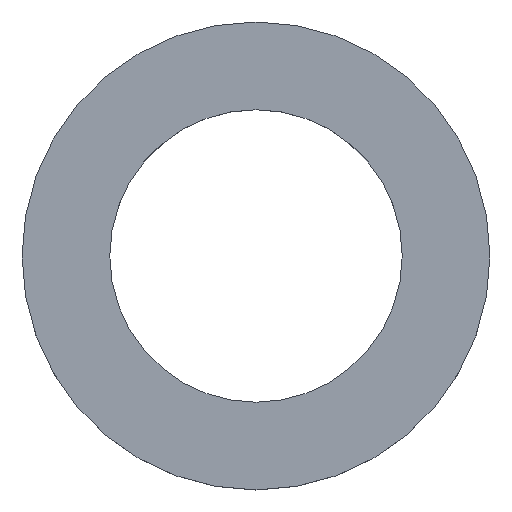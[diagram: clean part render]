
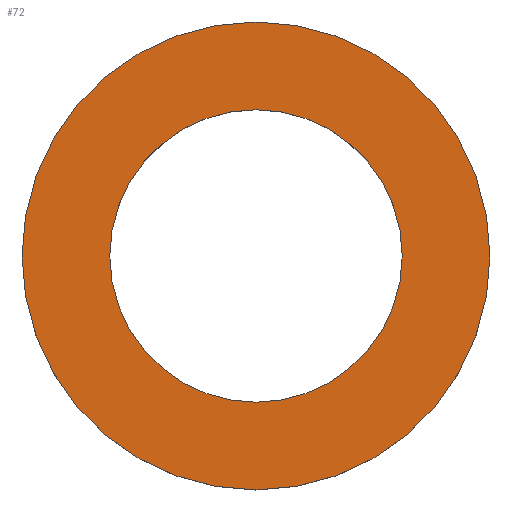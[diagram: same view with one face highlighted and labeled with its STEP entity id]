
A CAD part, top view. The second image highlights one B-rep face of the part: STEP entity #72.
In plain terms, the highlighted planar face has unit normal (0, 0, 1).
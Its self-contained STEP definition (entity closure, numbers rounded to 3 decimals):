
#5 = VERTEX_POINT ( 'NONE', #34 ) ;
#10 = DIRECTION ( 'NONE',  ( 0., 0., 1. ) ) ;
#18 = CIRCLE ( 'NONE', #95, 12. ) ;
#24 = CARTESIAN_POINT ( 'NONE',  ( 0., 0., 1. ) ) ;
#25 = DIRECTION ( 'NONE',  ( 0., 0., 1. ) ) ;
#27 = EDGE_LOOP ( 'NONE', ( #75 ) ) ;
#34 = CARTESIAN_POINT ( 'NONE',  ( 7.5, 0., 1. ) ) ;
#35 = DIRECTION ( 'NONE',  ( 1., 0., 0. ) ) ;
#37 = FACE_BOUND ( 'NONE', #53, .T. ) ;
#49 = DIRECTION ( 'NONE',  ( 1., 0., 0. ) ) ;
#51 = DIRECTION ( 'NONE',  ( 0., 0., 1. ) ) ;
#53 = EDGE_LOOP ( 'NONE', ( #123 ) ) ;
#57 = EDGE_CURVE ( 'NONE', #5, #5, #106, .T. ) ;
#72 = ADVANCED_FACE ( 'NONE', ( #131, #37 ), #93, .T. ) ;
#75 = ORIENTED_EDGE ( 'NONE', *, *, #85, .T. ) ;
#76 = VERTEX_POINT ( 'NONE', #124 ) ;
#79 = AXIS2_PLACEMENT_3D ( 'NONE', #132, #51, #82 ) ;
#82 = DIRECTION ( 'NONE',  ( 1., 0., 0. ) ) ;
#85 = EDGE_CURVE ( 'NONE', #76, #76, #18, .T. ) ;
#93 = PLANE ( 'NONE',  #79 ) ;
#95 = AXIS2_PLACEMENT_3D ( 'NONE', #24, #25, #35 ) ;
#99 = CARTESIAN_POINT ( 'NONE',  ( 0., 0., 1. ) ) ;
#106 = CIRCLE ( 'NONE', #133, 7.5 ) ;
#123 = ORIENTED_EDGE ( 'NONE', *, *, #57, .F. ) ;
#124 = CARTESIAN_POINT ( 'NONE',  ( 12., 0., 1. ) ) ;
#131 = FACE_OUTER_BOUND ( 'NONE', #27, .T. ) ;
#132 = CARTESIAN_POINT ( 'NONE',  ( 0., 0., 1. ) ) ;
#133 = AXIS2_PLACEMENT_3D ( 'NONE', #99, #10, #49 ) ;
